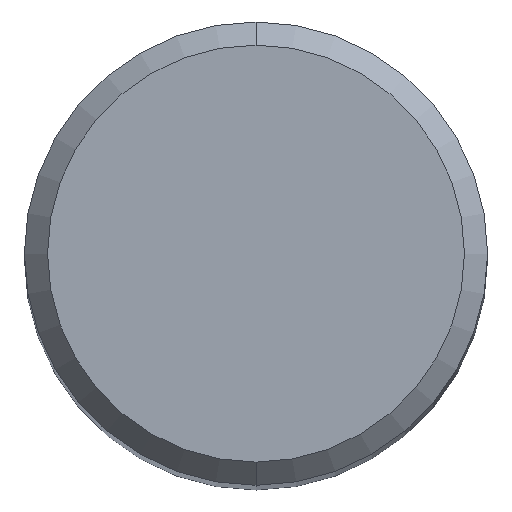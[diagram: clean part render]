
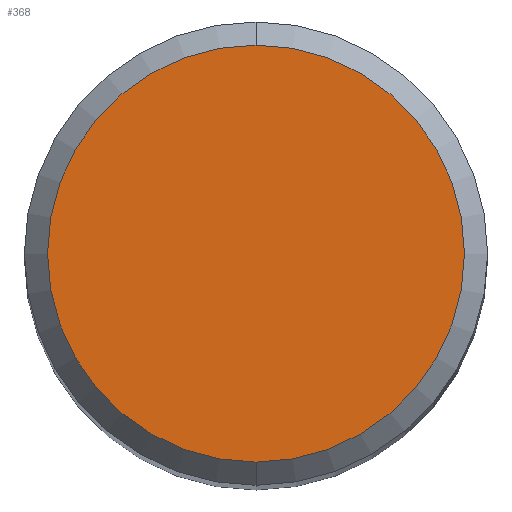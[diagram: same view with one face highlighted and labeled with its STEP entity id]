
A CAD part, top view. The second image highlights one B-rep face of the part: STEP entity #368.
In plain terms, the highlighted planar face has unit normal (0, 0, 1).
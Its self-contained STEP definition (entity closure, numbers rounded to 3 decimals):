
#368=ADVANCED_FACE('',(#745),#746,.T.);
#384=EDGE_CURVE('',#402,#458,#764,.T.);
#402=VERTEX_POINT('',#783);
#458=VERTEX_POINT('',#845);
#510=EDGE_CURVE('',#458,#402,#902,.T.);
#745=FACE_OUTER_BOUND('',#1330,.T.);
#746=PLANE('',#1331);
#764=CIRCLE('',#1354,3.6);
#783=CARTESIAN_POINT('',(0.0,3.6,36.0));
#845=CARTESIAN_POINT('',(0.,-3.6,36.0));
#902=CIRCLE('',#1620,3.6);
#1330=EDGE_LOOP('',(#1878,#1879));
#1331=AXIS2_PLACEMENT_3D('',#1880,#1881,#1882);
#1354=AXIS2_PLACEMENT_3D('',#1902,#1903,#1904);
#1620=AXIS2_PLACEMENT_3D('',#2052,#2053,#2054);
#1878=ORIENTED_EDGE('',*,*,#384,.F.);
#1879=ORIENTED_EDGE('',*,*,#510,.F.);
#1880=CARTESIAN_POINT('',(0.0,1.8,36.0));
#1881=DIRECTION('',(0.0,0.0,1.0));
#1882=DIRECTION('',(0.0,-1.0,0.0));
#1902=CARTESIAN_POINT('',(0.0,0.0,36.0));
#1903=DIRECTION('',(0.0,0.0,-1.0));
#1904=DIRECTION('',(0.0,1.0,0.0));
#2052=CARTESIAN_POINT('',(0.0,0.0,36.0));
#2053=DIRECTION('',(0.0,0.0,-1.0));
#2054=DIRECTION('',(0.0,1.0,0.0));
